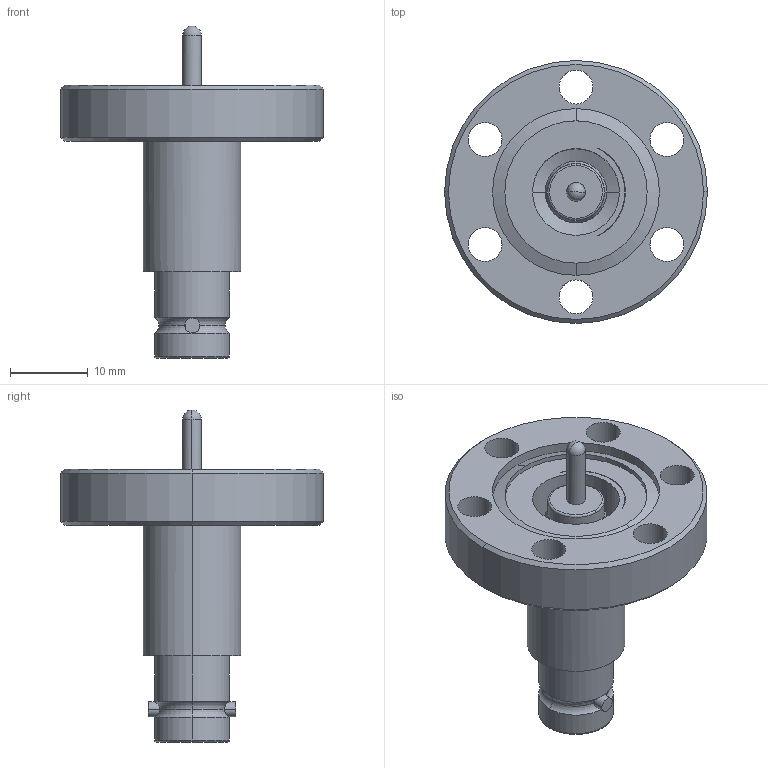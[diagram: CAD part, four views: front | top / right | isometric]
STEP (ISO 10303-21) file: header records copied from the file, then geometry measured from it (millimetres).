
FILE_DESCRIPTION (( 'STEP AP214' ), '1' );
FILE_NAME ('241-SHV-C16.step', '2025-02-18T19:26:12', ( '' ), ( '' ), 'SwSTEP 2.0', 'SolidWorks 2022', '' );
FILE_SCHEMA (( 'AUTOMOTIVE_DESIGN' ));
Length unit declared in the file: millimetre
Products named in the file (1): 241-SHV-C16
Bounding box: 33.78 x 33.78 x 42.67 mm (x, y, z)
Volume: 6761.1 mm3; surface area: 6804.8 mm2
Topology: 1 solids, 1 shells, 132 faces, 313 edges, 195 vertices
Faces by surface type: cylinder 71, plane 25, cone 18, torus 16, sphere 2
Entity records: 4146 total; most frequent: CARTESIAN_POINT 892, DIRECTION 767, ORIENTED_EDGE 618, AXIS2_PLACEMENT_3D 331, EDGE_CURVE 309, CIRCLE 198, VERTEX_POINT 193, EDGE_LOOP 160
